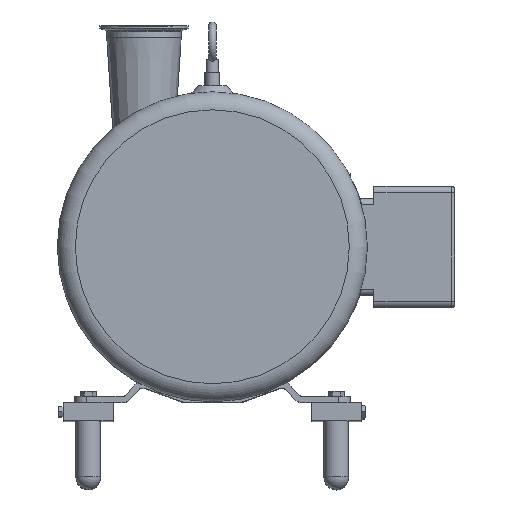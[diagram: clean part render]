
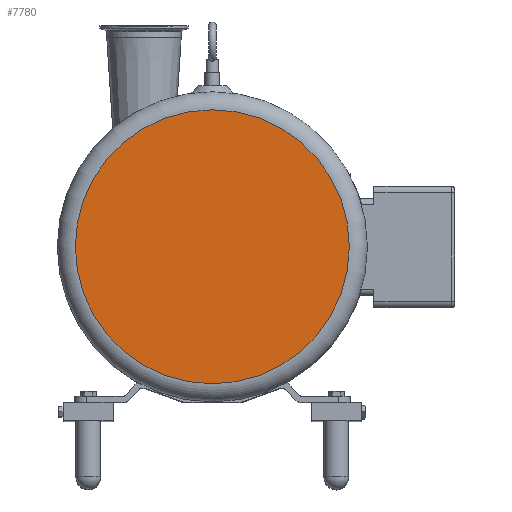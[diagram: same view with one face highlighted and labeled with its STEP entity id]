
A CAD part, top view. The second image highlights one B-rep face of the part: STEP entity #7780.
In plain terms, the highlighted planar face has unit normal (0, 0, 1).
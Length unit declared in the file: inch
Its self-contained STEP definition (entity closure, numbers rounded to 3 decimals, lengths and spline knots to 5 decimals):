
#1956=PLANE('',#8487);
#2273=FACE_OUTER_BOUND('',#2722,.T.);
#2722=EDGE_LOOP('',(#6342,#6343));
#3235=CIRCLE('',#8488,5.524);
#3236=CIRCLE('',#8489,5.524);
#3774=VERTEX_POINT('',#12665);
#3775=VERTEX_POINT('',#12666);
#4706=EDGE_CURVE('',#3774,#3775,#3235,.T.);
#4707=EDGE_CURVE('',#3775,#3774,#3236,.T.);
#6342=ORIENTED_EDGE('',*,*,#4706,.F.);
#6343=ORIENTED_EDGE('',*,*,#4707,.F.);
#7780=ADVANCED_FACE('',(#2273),#1956,.T.);
#8487=AXIS2_PLACEMENT_3D('',#12664,#9978,#9979);
#8488=AXIS2_PLACEMENT_3D('',#12667,#9980,#9981);
#8489=AXIS2_PLACEMENT_3D('',#12668,#9982,#9983);
#9978=DIRECTION('center_axis',(0.,0.,
1.));
#9979=DIRECTION('ref_axis',(0.,1.,0.));
#9980=DIRECTION('center_axis',(0.,0.,
-1.));
#9981=DIRECTION('ref_axis',(1.,0.,0.));
#9982=DIRECTION('center_axis',(0.,0.,
-1.));
#9983=DIRECTION('ref_axis',(1.,0.,0.));
#12664=CARTESIAN_POINT('Origin',(-6.25,0.,24.9478));
#12665=CARTESIAN_POINT('',(-5.524,0.,24.9478));
#12666=CARTESIAN_POINT('',(0.,5.524,24.9478));
#12667=CARTESIAN_POINT('Origin',(0.,0.,24.9478));
#12668=CARTESIAN_POINT('Origin',(0.,0.,24.9478));
